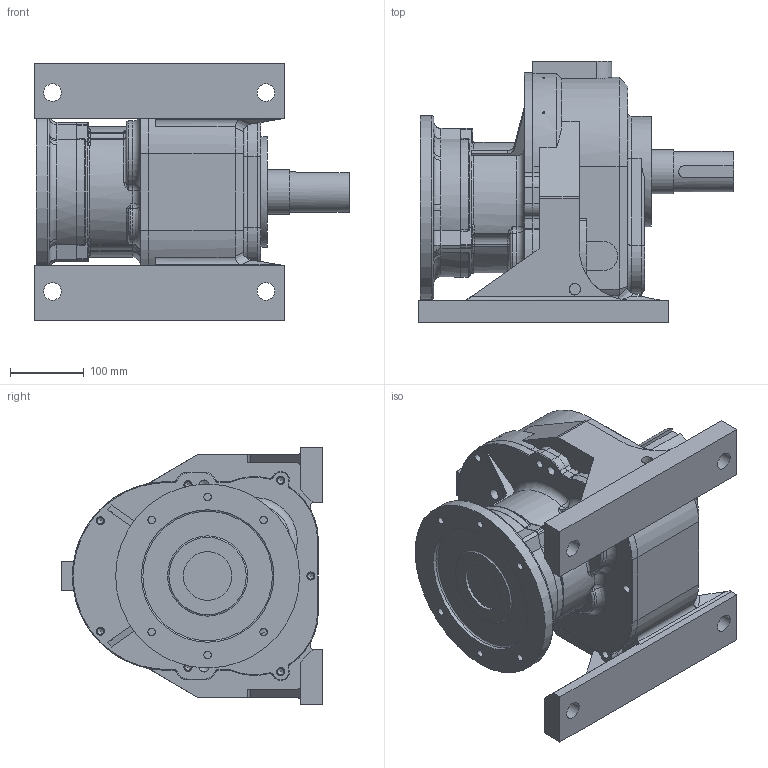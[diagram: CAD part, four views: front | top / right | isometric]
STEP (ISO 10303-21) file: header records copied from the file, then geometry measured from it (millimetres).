
FILE_DESCRIPTION (( 'STEP AP214' ), '1' );
FILE_NAME ('EK2DO07810H001_F1HF_2.2KW_R75.stp', '2022-07-04T00:11:04', ( 'Windows 餌辨濠' ), ( '' ), 'SwSTEP 2.0', 'SolidWorks 2021', '' );
FILE_SCHEMA (( 'AUTOMOTIVE_DESIGN' ));
Length unit declared in the file: millimetre
Products named in the file (5): 20_2.2KW; CASING_DKA0102311; EK2DO07810H001_F1HF_2.2KW_R75; DKG1300340__2.2; DKA0800227_BRACKET
Assembly tree (4 placements, depth 2):
  EK2DO07810H001_F1HF_2.2KW_R75
    CASING_DKA0102311
    DKG1300340__2.2
    DKA0800227_BRACKET
    20_2.2KW
Bounding box: 429 x 355 x 350 mm (x, y, z)
Volume: 17918192.1 mm3; surface area: 894407.9 mm2
Topology: 4 solids, 5 shells, 489 faces, 1266 edges, 781 vertices
Faces by surface type: cylinder 196, plane 123, torus 91, bspline 44, cone 32, sphere 3
Full cylindrical faces by diameter (mm): 2.7 x2, 6.8 x3, 8.5 x7, 9 x3, 10.2 x7, 11 x7, 13 x4, 24 x4, 55 x1, 60 x1, 66 x1, 150 x1, 180 x1, 250 x1
Entity records: 18928 total; most frequent: CARTESIAN_POINT 7001, DIRECTION 2430, ORIENTED_EDGE 2328, EDGE_CURVE 1164, AXIS2_PLACEMENT_3D 1009, VERTEX_POINT 754, EDGE_LOOP 604, CIRCLE 557
